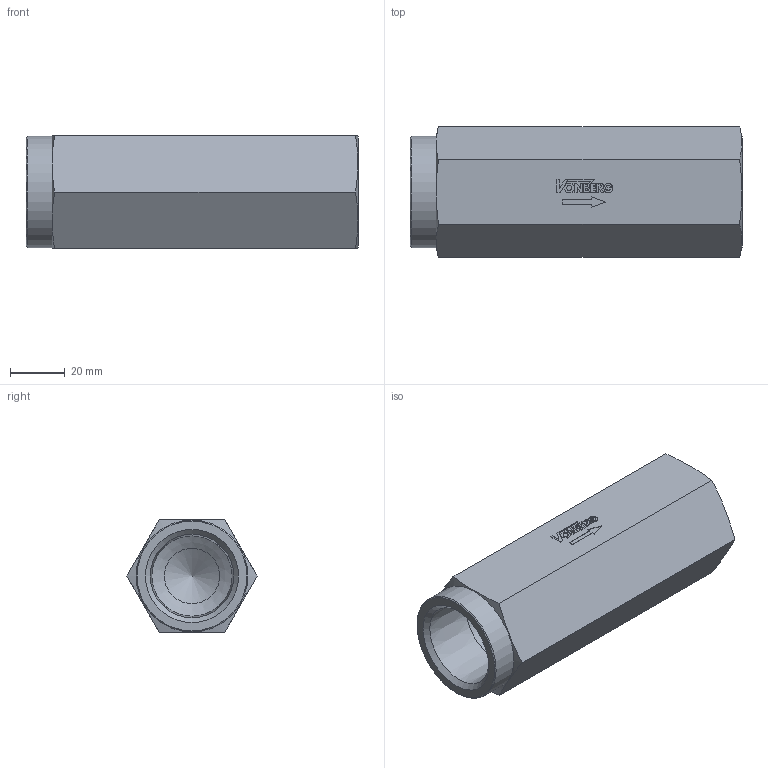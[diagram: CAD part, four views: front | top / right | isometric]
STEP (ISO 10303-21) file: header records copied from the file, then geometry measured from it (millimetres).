
FILE_DESCRIPTION((''),'2;1');
FILE_NAME('15301-108.stp','2015-01-02T16:27:09',('jml'),(''),'Autodesk Inventor 2010','Autodesk Inventor 2010','');
FILE_SCHEMA(('AUTOMOTIVE_DESIGN { 1 0 10303 214 1 1 1 1 }'));
Length unit declared in the file: inch
Products named in the file (1): 15301-108
Bounding box: 121.41 x 47.66 x 41.27 mm (x, y, z)
Volume: 118774.9 mm3; surface area: 27984.1 mm2
Topology: 1 solids, 1 shells, 122 faces, 314 edges, 207 vertices
Faces by surface type: plane 91, cylinder 20, cone 11
Full cylindrical faces by diameter (mm): 1.914 x1, 19.05 x1, 20.244 x1, 29.362 x2, 40.894 x1
Entity records: 3626 total; most frequent: CARTESIAN_POINT 633, ORIENTED_EDGE 576, DIRECTION 568, EDGE_CURVE 288, VECTOR 230, LINE 230, VERTEX_POINT 198, AXIS2_PLACEMENT_3D 169
